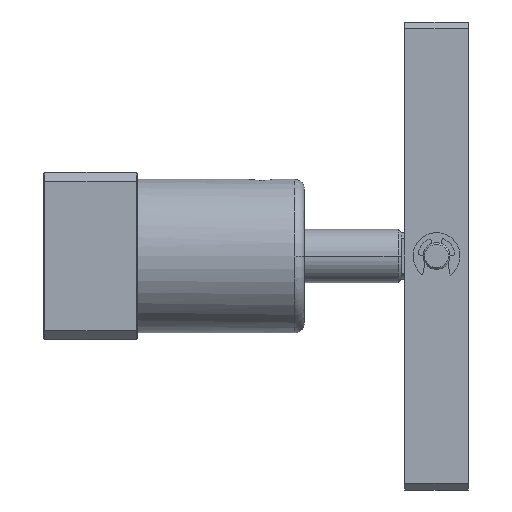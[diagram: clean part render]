
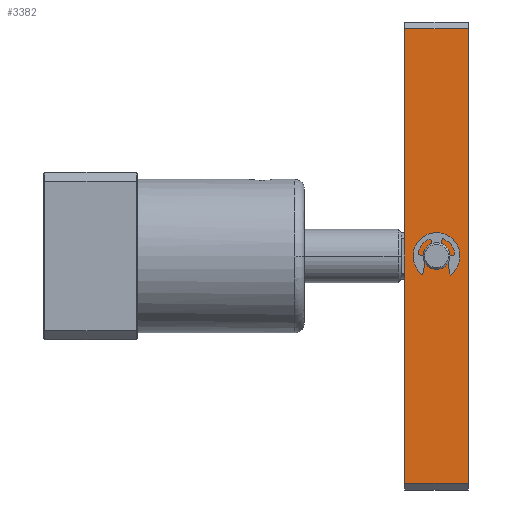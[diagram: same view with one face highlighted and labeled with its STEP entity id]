
A CAD part, front view. The second image highlights one B-rep face of the part: STEP entity #3382.
In plain terms, the highlighted face is planar.
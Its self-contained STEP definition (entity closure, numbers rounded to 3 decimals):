
#148 = EDGE_CURVE ( 'NONE', #9993, #12014, #3783, .T. ) ;
#714 = EDGE_LOOP ( 'NONE', ( #9916, #7032, #1244, #7815 ) ) ;
#762 = EDGE_LOOP ( 'NONE', ( #3629, #13043 ) ) ;
#804 = DIRECTION ( 'NONE',  ( 1., 0., 0. ) ) ;
#805 = DIRECTION ( 'NONE',  ( 0., 0., 1. ) ) ;
#854 = CARTESIAN_POINT ( 'NONE',  ( 0., 70., 9.5 ) ) ;
#885 = PLANE ( 'NONE',  #3201 ) ;
#1201 = AXIS2_PLACEMENT_3D ( 'NONE', #2998, #2981, #2947 ) ;
#1244 = ORIENTED_EDGE ( 'NONE', *, *, #3836, .T. ) ;
#1274 = CIRCLE ( 'NONE', #3223, 4. ) ;
#1403 = FACE_OUTER_BOUND ( 'NONE', #714, .T. ) ;
#2253 = LINE ( 'NONE', #3245, #4474 ) ;
#2293 = VERTEX_POINT ( 'NONE', #10954 ) ;
#2489 = VERTEX_POINT ( 'NONE', #9966 ) ;
#2947 = DIRECTION ( 'NONE',  ( 1., 0., 0. ) ) ;
#2981 = DIRECTION ( 'NONE',  ( 0., 0., -1. ) ) ;
#2998 = CARTESIAN_POINT ( 'NONE',  ( 9.5, 0., 9.5 ) ) ;
#3004 = VERTEX_POINT ( 'NONE', #6810 ) ;
#3201 = AXIS2_PLACEMENT_3D ( 'NONE', #854, #805, #804 ) ;
#3223 = AXIS2_PLACEMENT_3D ( 'NONE', #7684, #7669, #7656 ) ;
#3233 = DIRECTION ( 'NONE',  ( 1., 0., 0. ) ) ;
#3245 = CARTESIAN_POINT ( 'NONE',  ( 0., -68., 9.5 ) ) ;
#3382 = ADVANCED_FACE ( 'NONE', ( #1403, #3600 ), #885, .T. ) ;
#3600 = FACE_BOUND ( 'NONE', #762, .T. ) ;
#3629 = ORIENTED_EDGE ( 'NONE', *, *, #10036, .T. ) ;
#3714 = CARTESIAN_POINT ( 'NONE',  ( 19., 68., 9.5 ) ) ;
#3783 = LINE ( 'NONE', #6080, #12036 ) ;
#3836 = EDGE_CURVE ( 'NONE', #2293, #2489, #7373, .T. ) ;
#4310 = LINE ( 'NONE', #7984, #13528 ) ;
#4399 = EDGE_CURVE ( 'NONE', #2489, #9993, #2253, .T. ) ;
#4474 = VECTOR ( 'NONE', #3233, 1000. ) ;
#4979 = CIRCLE ( 'NONE', #1201, 4. ) ;
#5022 = EDGE_CURVE ( 'NONE', #3004, #14509, #4979, .T. ) ;
#6065 = DIRECTION ( 'NONE',  ( 0., 1., 0. ) ) ;
#6080 = CARTESIAN_POINT ( 'NONE',  ( 19., 70., 9.5 ) ) ;
#6810 = CARTESIAN_POINT ( 'NONE',  ( 5.5, 0., 9.5 ) ) ;
#7032 = ORIENTED_EDGE ( 'NONE', *, *, #8214, .T. ) ;
#7373 = LINE ( 'NONE', #13689, #11835 ) ;
#7656 = DIRECTION ( 'NONE',  ( 1., 0., 0. ) ) ;
#7669 = DIRECTION ( 'NONE',  ( 0., 0., -1. ) ) ;
#7684 = CARTESIAN_POINT ( 'NONE',  ( 9.5, 0., 9.5 ) ) ;
#7815 = ORIENTED_EDGE ( 'NONE', *, *, #4399, .T. ) ;
#7984 = CARTESIAN_POINT ( 'NONE',  ( 0., 68., 9.5 ) ) ;
#8014 = DIRECTION ( 'NONE',  ( -1., 0., 0. ) ) ;
#8214 = EDGE_CURVE ( 'NONE', #12014, #2293, #4310, .T. ) ;
#8477 = CARTESIAN_POINT ( 'NONE',  ( 19., -68., 9.5 ) ) ;
#9916 = ORIENTED_EDGE ( 'NONE', *, *, #148, .T. ) ;
#9966 = CARTESIAN_POINT ( 'NONE',  ( 0., -68., 9.5 ) ) ;
#9993 = VERTEX_POINT ( 'NONE', #8477 ) ;
#10036 = EDGE_CURVE ( 'NONE', #14509, #3004, #1274, .T. ) ;
#10954 = CARTESIAN_POINT ( 'NONE',  ( 0., 68., 9.5 ) ) ;
#11835 = VECTOR ( 'NONE', #13674, 1000. ) ;
#12014 = VERTEX_POINT ( 'NONE', #3714 ) ;
#12036 = VECTOR ( 'NONE', #6065, 1000. ) ;
#12234 = CARTESIAN_POINT ( 'NONE',  ( 13.5, 0., 9.5 ) ) ;
#13043 = ORIENTED_EDGE ( 'NONE', *, *, #5022, .T. ) ;
#13528 = VECTOR ( 'NONE', #8014, 1000. ) ;
#13674 = DIRECTION ( 'NONE',  ( 0., -1., 0. ) ) ;
#13689 = CARTESIAN_POINT ( 'NONE',  ( 0., 70., 9.5 ) ) ;
#14509 = VERTEX_POINT ( 'NONE', #12234 ) ;
